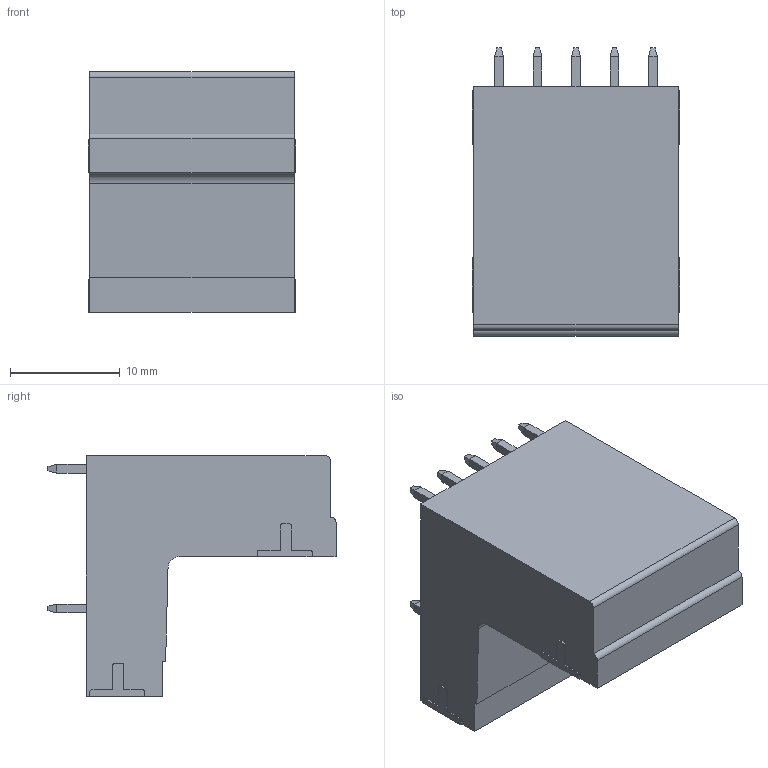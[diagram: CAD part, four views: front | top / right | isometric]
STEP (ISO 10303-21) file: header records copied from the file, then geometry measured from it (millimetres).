
FILE_DESCRIPTION((''),'2;1');
FILE_NAME('TLPHDC-005R-XXP','2024-09-23T14:54:09',('sheji109'),(''),'CREO PARAMETRIC BY PTC INC, 2018100','CREO PARAMETRIC BY PTC INC, 2018100','');
FILE_SCHEMA(('CONFIG_CONTROL_DESIGN'));
Length unit declared in the file: millimetre
Products named in the file (1): TLPHDC-005R-XXP
Bounding box: 18.9 x 26.2 x 21.9 mm (x, y, z)
Volume: 4444.8 mm3; surface area: 4254 mm2
Topology: 1 solids, 1 shells, 812 faces, 2200 edges, 1430 vertices
Faces by surface type: plane 573, cylinder 169, cone 50, torus 20
Entity records: 25480 total; most frequent: CARTESIAN_POINT 4832, ORIENTED_EDGE 4400, DIRECTION 4132, EDGE_CURVE 2200, VECTOR 1692, LINE 1692, VERTEX_POINT 1430, AXIS2_PLACEMENT_3D 1220
